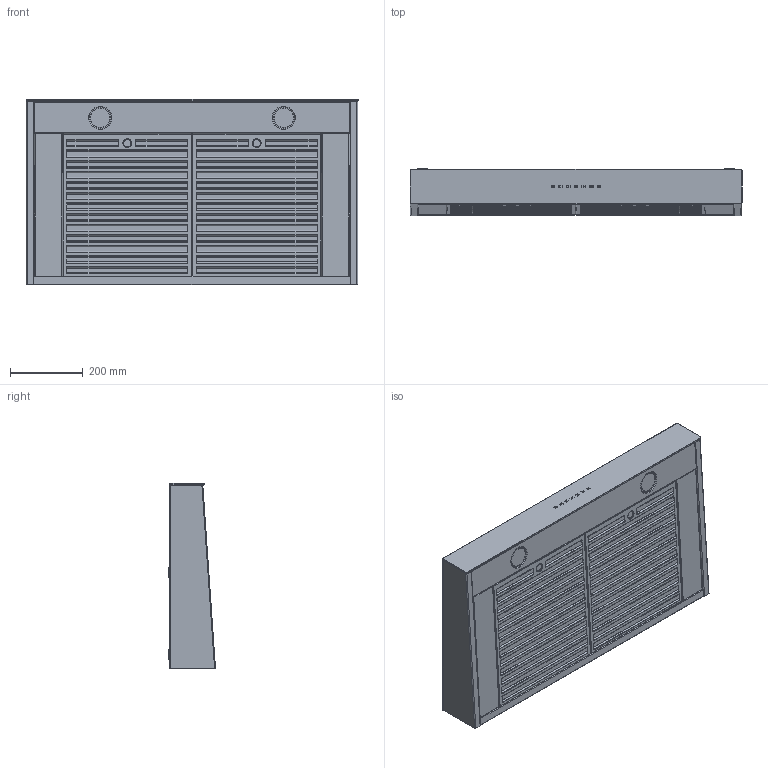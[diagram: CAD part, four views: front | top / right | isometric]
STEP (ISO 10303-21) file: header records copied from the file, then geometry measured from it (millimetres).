
FILE_DESCRIPTION((''),'2;1');
FILE_NAME('IU60036_SIMPLIFIED_3D_WEB_SITE','2014-06-19T',('cossetter'),(''),'PRO/ENGINEER BY PARAMETRIC TECHNOLOGY CORPORATION, 2013230','PRO/ENGINEER BY PARAMETRIC TECHNOLOGY CORPORATION, 2013230','');
FILE_SCHEMA(('CONFIG_CONTROL_DESIGN'));
Length unit declared in the file: inch
Products named in the file (1): IU60036_SIMPLIFIED_3D_WEB_SITE
Bounding box: 913.23 x 129.34 x 510.21 mm (x, y, z)
Volume: 46743615.9 mm3; surface area: 2009162.4 mm2
Topology: 6 solids, 6 shells, 875 faces, 2308 edges, 1483 vertices
Faces by surface type: plane 632, cylinder 187, cone 36, torus 12, bspline 8
Entity records: 27449 total; most frequent: CARTESIAN_POINT 5429, ORIENTED_EDGE 4616, DIRECTION 4416, EDGE_CURVE 2308, VECTOR 1854, LINE 1854, VERTEX_POINT 1483, AXIS2_PLACEMENT_3D 1281
